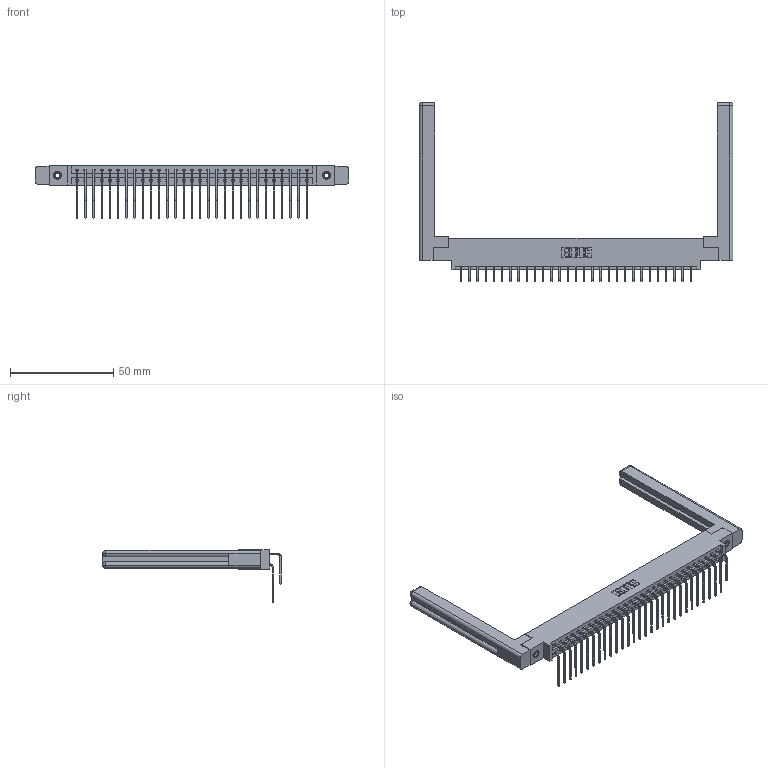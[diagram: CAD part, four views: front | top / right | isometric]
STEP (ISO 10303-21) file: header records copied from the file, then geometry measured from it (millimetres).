
FILE_DESCRIPTION (( 'STEP AP203' ), '1' );
FILE_NAME ('337-058-559-858.STEP', '2019-10-11T21:10:40', ( '' ), ( '' ), 'SwSTEP 2.0', 'SolidWorks 2016', '' );
FILE_SCHEMA (( 'CONFIG_CONTROL_DESIGN' ));
Length unit declared in the file: inch
Products named in the file (6): 345-250-001_345-250-001-102; 337 Part_0.170 Offset - 0.156 Dia-TI; 345-292-001_558 559 Tail - 1; 345-292-001_559 Tail - 2; 337-058-559-858; 307-220-058
Assembly tree (63 placements, depth 2):
  337-058-559-858
    337 Part_0.170 Offset - 0.156 Dia-TI
    345-292-001_558 559 Tail - 1  x29
    345-292-001_559 Tail - 2  x29
    345-250-001_345-250-001-102  x2
    307-220-058  x2
Bounding box: 151.54 x 86.3 x 25.53 mm (x, y, z)
Volume: 23156.5 mm3; surface area: 24812.4 mm2
Topology: 63 solids, 63 shells, 3508 faces, 10363 edges, 6818 vertices
Faces by surface type: plane 2478, cylinder 1006, cone 12, torus 12
Entity records: 28716 total; most frequent: CARTESIAN_POINT 4904, ORIENTED_EDGE 4728, DIRECTION 4192, EDGE_CURVE 2364, LINE 2148, VECTOR 2148, VERTEX_POINT 1566, AXIS2_PLACEMENT_3D 1022
